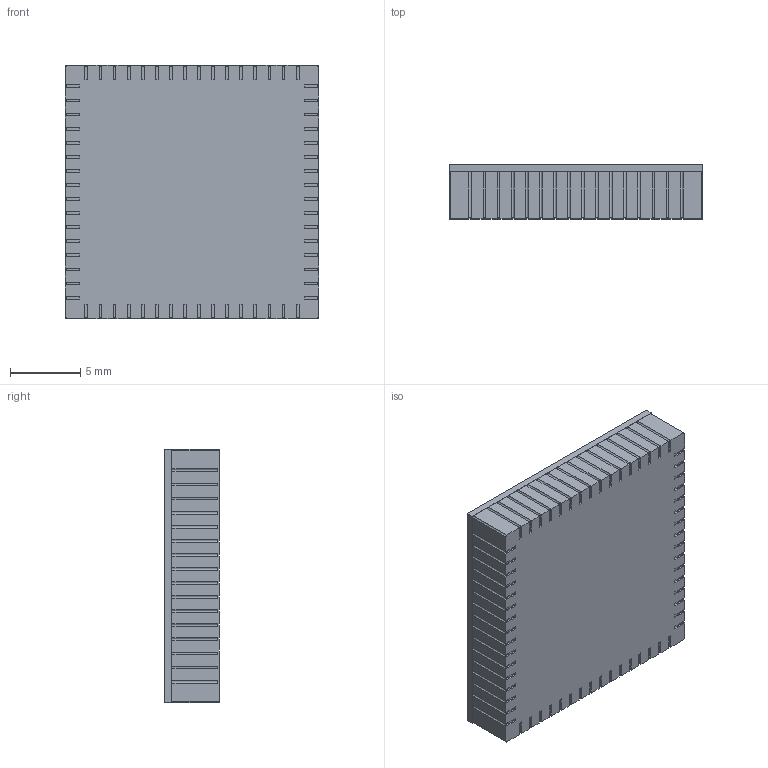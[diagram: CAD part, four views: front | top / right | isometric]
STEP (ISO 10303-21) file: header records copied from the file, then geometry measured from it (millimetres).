
FILE_DESCRIPTION(/* description */ (''),/* implementation_level */ '2;1');
FILE_NAME(/* name */ 'OCM.stp',/* time_stamp */ '2018-04-24T11:41:59+02:00',/* author */ ('mohamed.hamouda'),/* organization */ (''),/* preprocessor_version */ 'ST-DEVELOPER v16.13',/* originating_system */ 'Autodesk Inventor 2018',/* authorisation */ '');
FILE_SCHEMA (('AUTOMOTIVE_DESIGN { 1 0 10303 214 3 1 1 }'));
Length unit declared in the file: millimetre
Products named in the file (6): NeoSpectra Micro_20180424_JD; OCM; Backage substrate; Glass Lid; Assembly plus gate_Final_Mold_V04 (1); Mirror_InPut_1
Assembly tree (5 placements, depth 4):
  NeoSpectra Micro_20180424_JD
    OCM
      Backage substrate
      Glass Lid
      Assembly plus gate_Final_Mold_V04 (1)
        Mirror_InPut_1
Bounding box: 18 x 3.85 x 18 mm (x, y, z)
Volume: 703.1 mm3; surface area: 1754.3 mm2
Topology: 3 solids, 3 shells, 426 faces, 1124 edges, 707 vertices
Faces by surface type: plane 349, cylinder 77
Full cylindrical faces by diameter (mm): 0.3 x1
Entity records: 13097 total; most frequent: CARTESIAN_POINT 2266, ORIENTED_EDGE 2244, DIRECTION 2152, EDGE_CURVE 1122, LINE 968, VECTOR 968, VERTEX_POINT 706, AXIS2_PLACEMENT_3D 592
